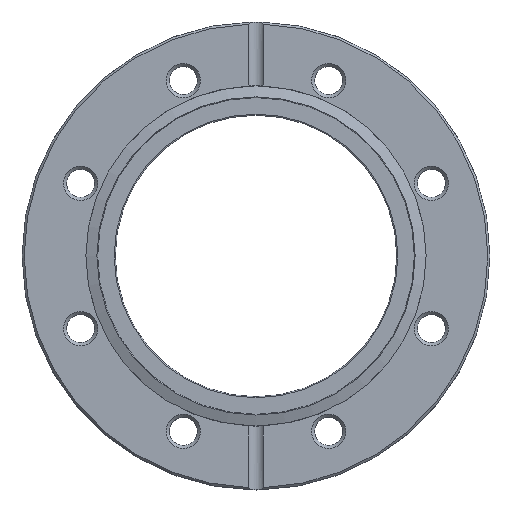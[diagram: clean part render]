
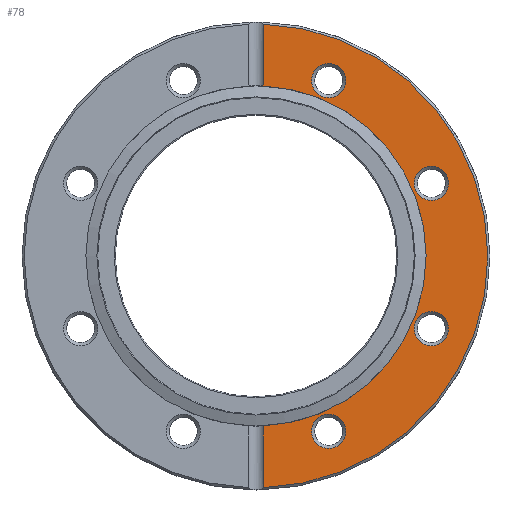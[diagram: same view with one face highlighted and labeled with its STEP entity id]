
A CAD part, top view. The second image highlights one B-rep face of the part: STEP entity #78.
In plain terms, the highlighted planar face has unit normal (0, 0, 1).
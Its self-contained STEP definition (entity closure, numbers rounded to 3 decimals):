
#78 = ADVANCED_FACE( '', ( #130, #131, #132, #133, #134 ), #135, .F. );
#130 = FACE_BOUND( '', #281, .T. );
#131 = FACE_BOUND( '', #282, .T. );
#132 = FACE_BOUND( '', #283, .T. );
#133 = FACE_BOUND( '', #284, .T. );
#134 = FACE_OUTER_BOUND( '', #285, .T. );
#135 = PLANE( '', #286 );
#281 = EDGE_LOOP( '', ( #449 ) );
#282 = EDGE_LOOP( '', ( #450 ) );
#283 = EDGE_LOOP( '', ( #451 ) );
#284 = EDGE_LOOP( '', ( #452 ) );
#285 = EDGE_LOOP( '', ( #453, #454, #455, #456 ) );
#286 = AXIS2_PLACEMENT_3D( '', #457, #458, #459 );
#449 = ORIENTED_EDGE( '', *, *, #710, .T. );
#450 = ORIENTED_EDGE( '', *, *, #711, .T. );
#451 = ORIENTED_EDGE( '', *, *, #712, .T. );
#452 = ORIENTED_EDGE( '', *, *, #713, .T. );
#453 = ORIENTED_EDGE( '', *, *, #705, .F. );
#454 = ORIENTED_EDGE( '', *, *, #714, .F. );
#455 = ORIENTED_EDGE( '', *, *, #715, .T. );
#456 = ORIENTED_EDGE( '', *, *, #708, .T. );
#457 = CARTESIAN_POINT( '', ( 0., 0., 8.636 ) );
#458 = DIRECTION( '', ( 0., 0., -1. ) );
#459 = DIRECTION( '', ( -1., 0., 0. ) );
#705 = EDGE_CURVE( '', #777, #779, #780, .F. );
#708 = EDGE_CURVE( '', #783, #779, #784, .F. );
#710 = EDGE_CURVE( '', #786, #786, #787, .T. );
#711 = EDGE_CURVE( '', #788, #788, #789, .T. );
#712 = EDGE_CURVE( '', #790, #790, #791, .T. );
#713 = EDGE_CURVE( '', #792, #792, #793, .T. );
#714 = EDGE_CURVE( '', #794, #777, #795, .T. );
#715 = EDGE_CURVE( '', #794, #783, #796, .F. );
#777 = VERTEX_POINT( '', #922 );
#779 = VERTEX_POINT( '', #939 );
#780 = LINE( '', #940, #941 );
#783 = VERTEX_POINT( '', #952 );
#784 = CIRCLE( '', #953, 56.261 );
#786 = VERTEX_POINT( '', #958 );
#787 = CIRCLE( '', #959, 4.162 );
#788 = VERTEX_POINT( '', #960 );
#789 = CIRCLE( '', #961, 4.162 );
#790 = VERTEX_POINT( '', #962 );
#791 = CIRCLE( '', #963, 4.162 );
#792 = VERTEX_POINT( '', #964 );
#793 = CIRCLE( '', #965, 4.162 );
#794 = VERTEX_POINT( '', #966 );
#795 = CIRCLE( '', #967, 41.275 );
#796 = LINE( '', #968, #969 );
#922 = CARTESIAN_POINT( '', ( 1.769, 41.237, 8.636 ) );
#939 = CARTESIAN_POINT( '', ( 1.769, 56.233, 8.636 ) );
#940 = CARTESIAN_POINT( '', ( 1.769, 202.48, 8.636 ) );
#941 = VECTOR( '', #1096, 1000. );
#952 = CARTESIAN_POINT( '', ( 1.769, -56.233, 8.636 ) );
#953 = AXIS2_PLACEMENT_3D( '', #1097, #1098, #1099 );
#958 = CARTESIAN_POINT( '', ( 13.47, 42.568, 8.636 ) );
#959 = AXIS2_PLACEMENT_3D( '', #1100, #1101, #1102 );
#960 = CARTESIAN_POINT( '', ( 38.406, 17.632, 8.636 ) );
#961 = AXIS2_PLACEMENT_3D( '', #1103, #1104, #1105 );
#962 = CARTESIAN_POINT( '', ( 38.406, -17.632, 8.636 ) );
#963 = AXIS2_PLACEMENT_3D( '', #1106, #1107, #1108 );
#964 = CARTESIAN_POINT( '', ( 13.47, -42.568, 8.636 ) );
#965 = AXIS2_PLACEMENT_3D( '', #1109, #1110, #1111 );
#966 = CARTESIAN_POINT( '', ( 1.769, -41.237, 8.636 ) );
#967 = AXIS2_PLACEMENT_3D( '', #1112, #1113, #1114 );
#968 = CARTESIAN_POINT( '', ( 1.769, -202.48, 8.636 ) );
#969 = VECTOR( '', #1115, 1000. );
#1096 = DIRECTION( '', ( 0., -1., 0. ) );
#1097 = CARTESIAN_POINT( '', ( 0., 0., 8.636 ) );
#1098 = DIRECTION( '', ( 0., 0., -1. ) );
#1099 = DIRECTION( '', ( -1., 0., 0. ) );
#1100 = CARTESIAN_POINT( '', ( 17.632, 42.568, 8.636 ) );
#1101 = DIRECTION( '', ( 0., 0., -1. ) );
#1102 = DIRECTION( '', ( -1., 0., 0. ) );
#1103 = CARTESIAN_POINT( '', ( 42.568, 17.632, 8.636 ) );
#1104 = DIRECTION( '', ( 0., 0., -1. ) );
#1105 = DIRECTION( '', ( -1., 0., 0. ) );
#1106 = CARTESIAN_POINT( '', ( 42.568, -17.632, 8.636 ) );
#1107 = DIRECTION( '', ( 0., 0., -1. ) );
#1108 = DIRECTION( '', ( -1., 0., 0. ) );
#1109 = CARTESIAN_POINT( '', ( 17.632, -42.568, 8.636 ) );
#1110 = DIRECTION( '', ( 0., 0., -1. ) );
#1111 = DIRECTION( '', ( -1., 0., 0. ) );
#1112 = CARTESIAN_POINT( '', ( 0., 0., 8.636 ) );
#1113 = DIRECTION( '', ( 0., 0., 1. ) );
#1114 = DIRECTION( '', ( 1., 0., 0. ) );
#1115 = DIRECTION( '', ( 0., 1., 0. ) );
